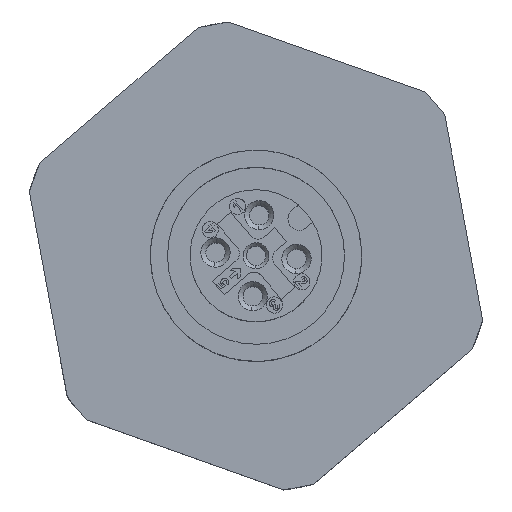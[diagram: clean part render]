
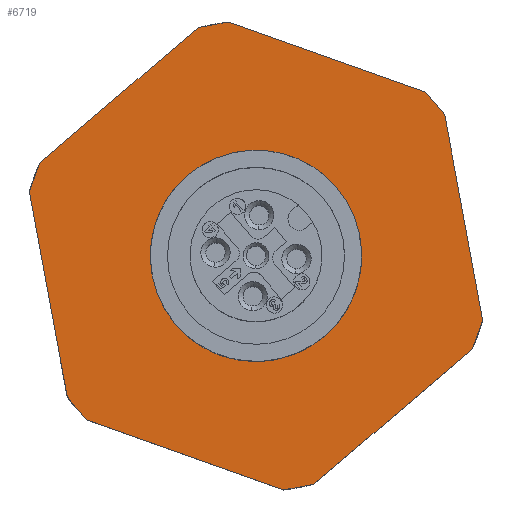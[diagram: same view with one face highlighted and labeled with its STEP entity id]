
A CAD part, top view. The second image highlights one B-rep face of the part: STEP entity #6719.
In plain terms, the highlighted planar face has unit normal (0, 0, 1).
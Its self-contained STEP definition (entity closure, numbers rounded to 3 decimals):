
#6555=AXIS2_PLACEMENT_3D('Circle Axis2P3D',#6553,#6554,$) ;
#6562=AXIS2_PLACEMENT_3D('Circle Axis2P3D',#6560,#6561,$) ;
#6583=AXIS2_PLACEMENT_3D('Circle Axis2P3D',#6581,#6582,$) ;
#6596=AXIS2_PLACEMENT_3D('Plane Axis2P3D',#6593,#6594,#6595) ;
#6550=CARTESIAN_POINT('Vertex',(18.169,9.454,23.6)) ;
#6553=CARTESIAN_POINT('Axis2P3D Location',(13.95,14.399,23.6)) ;
#6557=CARTESIAN_POINT('Vertex',(18.895,18.618,23.6)) ;
#6560=CARTESIAN_POINT('Axis2P3D Location',(13.95,14.399,23.6)) ;
#6564=CARTESIAN_POINT('Vertex',(9.732,19.344,23.6)) ;
#6581=CARTESIAN_POINT('Axis2P3D Location',(13.95,14.399,23.6)) ;
#6593=CARTESIAN_POINT('Axis2P3D Location',(11.785,-4.55,23.6)) ;
#6599=CARTESIAN_POINT('Control Point',(0.,18.352,23.6)) ;
#6600=CARTESIAN_POINT('Control Point',(0.102,18.713,23.6)) ;
#6601=CARTESIAN_POINT('Control Point',(0.216,19.071,23.6)) ;
#6602=CARTESIAN_POINT('Control Point',(0.342,19.426,23.6)) ;
#6603=CARTESIAN_POINT('Control Point',(0.479,19.775,23.6)) ;
#6604=CARTESIAN_POINT('Control Point',(0.627,20.12,23.6)) ;
#6605=CARTESIAN_POINT('Vertex',(0.,18.352,23.6)) ;
#6607=CARTESIAN_POINT('Vertex',(0.627,20.12,23.6)) ;
#6610=CARTESIAN_POINT('Line Origine',(1.167,12.037,23.6)) ;
#6614=CARTESIAN_POINT('Vertex',(2.334,5.721,23.6)) ;
#6618=CARTESIAN_POINT('Control Point',(3.552,4.294,23.6)) ;
#6619=CARTESIAN_POINT('Control Point',(3.29,4.563,23.6)) ;
#6620=CARTESIAN_POINT('Control Point',(3.037,4.841,23.6)) ;
#6621=CARTESIAN_POINT('Control Point',(2.793,5.127,23.6)) ;
#6622=CARTESIAN_POINT('Control Point',(2.559,5.42,23.6)) ;
#6623=CARTESIAN_POINT('Control Point',(2.334,5.721,23.6)) ;
#6624=CARTESIAN_POINT('Vertex',(3.552,4.294,23.6)) ;
#6627=CARTESIAN_POINT('Line Origine',(9.605,2.147,23.6)) ;
#6631=CARTESIAN_POINT('Vertex',(15.658,0.,23.6)) ;
#6635=CARTESIAN_POINT('Control Point',(17.502,0.341,23.6)) ;
#6636=CARTESIAN_POINT('Control Point',(17.138,0.249,23.6)) ;
#6637=CARTESIAN_POINT('Control Point',(16.772,0.169,23.6)) ;
#6638=CARTESIAN_POINT('Control Point',(16.402,0.1,23.6)) ;
#6639=CARTESIAN_POINT('Control Point',(16.03,0.044,23.6)) ;
#6640=CARTESIAN_POINT('Control Point',(15.658,0.,23.6)) ;
#6641=CARTESIAN_POINT('Vertex',(17.502,0.341,23.6)) ;
#6644=CARTESIAN_POINT('Line Origine',(22.388,4.509,23.6)) ;
#6648=CARTESIAN_POINT('Vertex',(27.274,8.678,23.6)) ;
#6652=CARTESIAN_POINT('Control Point',(27.901,10.446,23.6)) ;
#6653=CARTESIAN_POINT('Control Point',(27.799,10.085,23.6)) ;
#6654=CARTESIAN_POINT('Control Point',(27.685,9.727,23.6)) ;
#6655=CARTESIAN_POINT('Control Point',(27.559,9.372,23.6)) ;
#6656=CARTESIAN_POINT('Control Point',(27.422,9.023,23.6)) ;
#6657=CARTESIAN_POINT('Control Point',(27.274,8.678,23.6)) ;
#6658=CARTESIAN_POINT('Vertex',(27.901,10.446,23.6)) ;
#6661=CARTESIAN_POINT('Line Origine',(26.734,16.761,23.6)) ;
#6665=CARTESIAN_POINT('Vertex',(25.567,23.077,23.6)) ;
#6669=CARTESIAN_POINT('Control Point',(24.349,24.504,23.6)) ;
#6670=CARTESIAN_POINT('Control Point',(24.611,24.235,23.6)) ;
#6671=CARTESIAN_POINT('Control Point',(24.864,23.957,23.6)) ;
#6672=CARTESIAN_POINT('Control Point',(25.108,23.671,23.6)) ;
#6673=CARTESIAN_POINT('Control Point',(25.342,23.378,23.6)) ;
#6674=CARTESIAN_POINT('Control Point',(25.567,23.077,23.6)) ;
#6675=CARTESIAN_POINT('Vertex',(24.349,24.504,23.6)) ;
#6678=CARTESIAN_POINT('Line Origine',(18.296,26.651,23.6)) ;
#6682=CARTESIAN_POINT('Vertex',(12.243,28.798,23.6)) ;
#6686=CARTESIAN_POINT('Control Point',(10.399,28.457,23.6)) ;
#6687=CARTESIAN_POINT('Control Point',(10.763,28.549,23.6)) ;
#6688=CARTESIAN_POINT('Control Point',(11.129,28.629,23.6)) ;
#6689=CARTESIAN_POINT('Control Point',(11.499,28.698,23.6)) ;
#6690=CARTESIAN_POINT('Control Point',(11.871,28.754,23.6)) ;
#6691=CARTESIAN_POINT('Control Point',(12.243,28.798,23.6)) ;
#6692=CARTESIAN_POINT('Vertex',(10.399,28.457,23.6)) ;
#6695=CARTESIAN_POINT('Line Origine',(5.513,24.289,23.6)) ;
#6554=DIRECTION('Axis2P3D Direction',(0.,0.,-1.)) ;
#6561=DIRECTION('Axis2P3D Direction',(0.,0.,-1.)) ;
#6582=DIRECTION('Axis2P3D Direction',(0.,0.,-1.)) ;
#6594=DIRECTION('Axis2P3D Direction',(0.,0.,1.)) ;
#6595=DIRECTION('Axis2P3D XDirection',(-0.649,0.761,0.)) ;
#6611=DIRECTION('Vector Direction',(0.182,-0.983,0.)) ;
#6628=DIRECTION('Vector Direction',(0.942,-0.334,0.)) ;
#6645=DIRECTION('Vector Direction',(0.761,0.649,0.)) ;
#6662=DIRECTION('Vector Direction',(-0.182,0.983,0.)) ;
#6679=DIRECTION('Vector Direction',(-0.942,0.334,0.)) ;
#6696=DIRECTION('Vector Direction',(-0.761,-0.649,0.)) ;
#6612=VECTOR('Line Direction',#6611,1.) ;
#6629=VECTOR('Line Direction',#6628,1.) ;
#6646=VECTOR('Line Direction',#6645,1.) ;
#6663=VECTOR('Line Direction',#6662,1.) ;
#6680=VECTOR('Line Direction',#6679,1.) ;
#6697=VECTOR('Line Direction',#6696,1.) ;
#6701=ORIENTED_EDGE('',*,*,#6609,.F.) ;
#6702=ORIENTED_EDGE('',*,*,#6616,.T.) ;
#6703=ORIENTED_EDGE('',*,*,#6626,.F.) ;
#6704=ORIENTED_EDGE('',*,*,#6633,.T.) ;
#6705=ORIENTED_EDGE('',*,*,#6643,.F.) ;
#6706=ORIENTED_EDGE('',*,*,#6650,.T.) ;
#6707=ORIENTED_EDGE('',*,*,#6660,.F.) ;
#6708=ORIENTED_EDGE('',*,*,#6667,.T.) ;
#6709=ORIENTED_EDGE('',*,*,#6677,.F.) ;
#6710=ORIENTED_EDGE('',*,*,#6684,.T.) ;
#6711=ORIENTED_EDGE('',*,*,#6694,.F.) ;
#6712=ORIENTED_EDGE('',*,*,#6699,.T.) ;
#6715=ORIENTED_EDGE('',*,*,#6566,.T.) ;
#6716=ORIENTED_EDGE('',*,*,#6559,.T.) ;
#6717=ORIENTED_EDGE('',*,*,#6585,.T.) ;
#6718=FACE_BOUND('',#6714,.T.) ;
#6719=ADVANCED_FACE('Hauptk\X2\00F6\X0\rper',(#6713,#6718),#6597,.T.) ;
#6598=B_SPLINE_CURVE_WITH_KNOTS('',5,(#6599,#6600,#6601,#6602,#6603,#6604),.UNSPECIFIED.,.F.,.U.,(6,6),(0.,2.654),.UNSPECIFIED.) ;
#6617=B_SPLINE_CURVE_WITH_KNOTS('',5,(#6618,#6619,#6620,#6621,#6622,#6623),.UNSPECIFIED.,.F.,.U.,(6,6),(0.,2.654),.UNSPECIFIED.) ;
#6634=B_SPLINE_CURVE_WITH_KNOTS('',5,(#6635,#6636,#6637,#6638,#6639,#6640),.UNSPECIFIED.,.F.,.U.,(6,6),(0.,2.654),.UNSPECIFIED.) ;
#6651=B_SPLINE_CURVE_WITH_KNOTS('',5,(#6652,#6653,#6654,#6655,#6656,#6657),.UNSPECIFIED.,.F.,.U.,(6,6),(0.,2.654),.UNSPECIFIED.) ;
#6668=B_SPLINE_CURVE_WITH_KNOTS('',5,(#6669,#6670,#6671,#6672,#6673,#6674),.UNSPECIFIED.,.F.,.U.,(6,6),(0.,2.654),.UNSPECIFIED.) ;
#6685=B_SPLINE_CURVE_WITH_KNOTS('',5,(#6686,#6687,#6688,#6689,#6690,#6691),.UNSPECIFIED.,.F.,.U.,(6,6),(0.,2.654),.UNSPECIFIED.) ;
#6556=CIRCLE('generated circle',#6555,6.5) ;
#6563=CIRCLE('generated circle',#6562,6.5) ;
#6584=CIRCLE('generated circle',#6583,6.5) ;
#6559=EDGE_CURVE('',#6558,#6551,#6556,.T.) ;
#6566=EDGE_CURVE('',#6565,#6558,#6563,.T.) ;
#6585=EDGE_CURVE('',#6551,#6565,#6584,.T.) ;
#6609=EDGE_CURVE('',#6606,#6608,#6598,.T.) ;
#6616=EDGE_CURVE('',#6606,#6615,#6613,.T.) ;
#6626=EDGE_CURVE('',#6625,#6615,#6617,.T.) ;
#6633=EDGE_CURVE('',#6625,#6632,#6630,.T.) ;
#6643=EDGE_CURVE('',#6642,#6632,#6634,.T.) ;
#6650=EDGE_CURVE('',#6642,#6649,#6647,.T.) ;
#6660=EDGE_CURVE('',#6659,#6649,#6651,.T.) ;
#6667=EDGE_CURVE('',#6659,#6666,#6664,.T.) ;
#6677=EDGE_CURVE('',#6676,#6666,#6668,.T.) ;
#6684=EDGE_CURVE('',#6676,#6683,#6681,.T.) ;
#6694=EDGE_CURVE('',#6693,#6683,#6685,.T.) ;
#6699=EDGE_CURVE('',#6693,#6608,#6698,.T.) ;
#6700=EDGE_LOOP('',(#6701,#6702,#6703,#6704,#6705,#6706,#6707,#6708,#6709,#6710,#6711,#6712)) ;
#6714=EDGE_LOOP('',(#6715,#6716,#6717)) ;
#6713=FACE_OUTER_BOUND('',#6700,.T.) ;
#6613=LINE('Line',#6610,#6612) ;
#6630=LINE('Line',#6627,#6629) ;
#6647=LINE('Line',#6644,#6646) ;
#6664=LINE('Line',#6661,#6663) ;
#6681=LINE('Line',#6678,#6680) ;
#6698=LINE('Line',#6695,#6697) ;
#6597=PLANE('',#6596) ;
#6551=VERTEX_POINT('',#6550) ;
#6558=VERTEX_POINT('',#6557) ;
#6565=VERTEX_POINT('',#6564) ;
#6606=VERTEX_POINT('',#6605) ;
#6608=VERTEX_POINT('',#6607) ;
#6615=VERTEX_POINT('',#6614) ;
#6625=VERTEX_POINT('',#6624) ;
#6632=VERTEX_POINT('',#6631) ;
#6642=VERTEX_POINT('',#6641) ;
#6649=VERTEX_POINT('',#6648) ;
#6659=VERTEX_POINT('',#6658) ;
#6666=VERTEX_POINT('',#6665) ;
#6676=VERTEX_POINT('',#6675) ;
#6683=VERTEX_POINT('',#6682) ;
#6693=VERTEX_POINT('',#6692) ;
